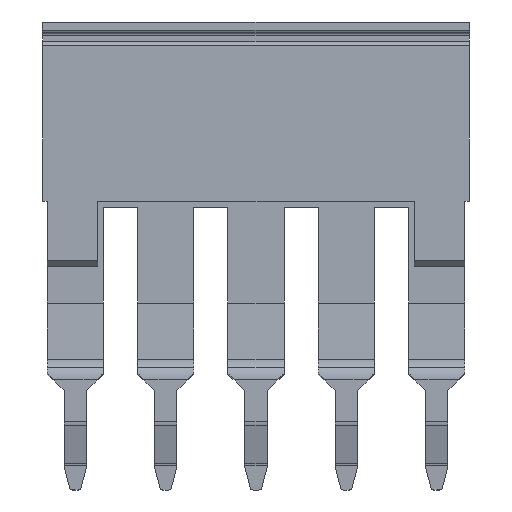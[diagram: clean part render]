
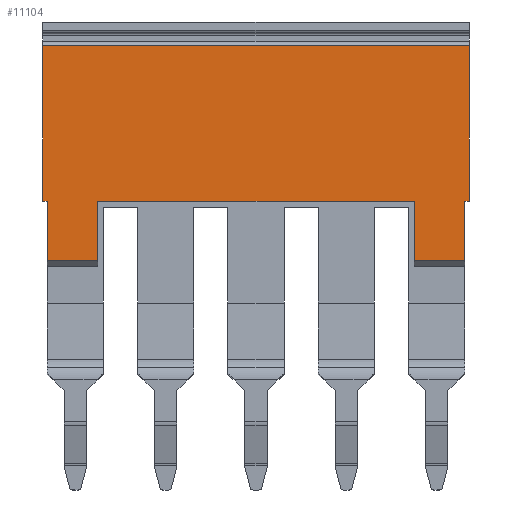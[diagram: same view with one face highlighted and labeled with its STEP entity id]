
A CAD part, front view. The second image highlights one B-rep face of the part: STEP entity #11104.
In plain terms, the highlighted planar face has unit normal (0, -1, 0).
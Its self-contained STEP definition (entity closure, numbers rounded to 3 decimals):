
#11025=AXIS2_PLACEMENT_3D('Plane Axis2P3D',#11022,#11023,#11024) ;
#10568=CARTESIAN_POINT('Line Origine',(29.65,0.4,15.5)) ;
#10572=CARTESIAN_POINT('Vertex',(0.3,0.4,15.5)) ;
#10574=CARTESIAN_POINT('Vertex',(3.7,0.4,15.5)) ;
#10676=CARTESIAN_POINT('Vertex',(0.3,0.4,19.5)) ;
#10684=CARTESIAN_POINT('Line Origine',(0.3,0.4,17.5)) ;
#10709=CARTESIAN_POINT('Vertex',(0.,0.4,19.5)) ;
#10717=CARTESIAN_POINT('Line Origine',(0.15,0.4,19.5)) ;
#10734=CARTESIAN_POINT('Line Origine',(0.,0.4,24.75)) ;
#10738=CARTESIAN_POINT('Vertex',(0.,0.4,30.)) ;
#10872=CARTESIAN_POINT('Vertex',(3.7,0.4,19.5)) ;
#10875=CARTESIAN_POINT('Line Origine',(3.7,0.4,17.5)) ;
#11022=CARTESIAN_POINT('Axis2P3D Location',(57.1,0.4,19.5)) ;
#11027=CARTESIAN_POINT('Line Origine',(14.4,0.4,30.)) ;
#11031=CARTESIAN_POINT('Vertex',(0.3,0.4,30.)) ;
#11033=CARTESIAN_POINT('Vertex',(28.5,0.4,30.)) ;
#11036=CARTESIAN_POINT('Line Origine',(0.15,0.4,30.)) ;
#11041=CARTESIAN_POINT('Line Origine',(14.4,0.4,19.5)) ;
#11045=CARTESIAN_POINT('Vertex',(25.1,0.4,19.5)) ;
#11048=CARTESIAN_POINT('Line Origine',(25.1,0.4,17.5)) ;
#11052=CARTESIAN_POINT('Vertex',(25.1,0.4,15.5)) ;
#11055=CARTESIAN_POINT('Line Origine',(26.8,0.4,15.5)) ;
#11059=CARTESIAN_POINT('Vertex',(28.5,0.4,15.5)) ;
#11062=CARTESIAN_POINT('Line Origine',(28.5,0.4,17.5)) ;
#11066=CARTESIAN_POINT('Vertex',(28.5,0.4,19.5)) ;
#11069=CARTESIAN_POINT('Line Origine',(28.65,0.4,19.5)) ;
#11073=CARTESIAN_POINT('Vertex',(28.8,0.4,19.5)) ;
#11076=CARTESIAN_POINT('Line Origine',(28.8,0.4,24.75)) ;
#11080=CARTESIAN_POINT('Vertex',(28.8,0.4,30.)) ;
#11083=CARTESIAN_POINT('Line Origine',(28.65,0.4,30.)) ;
#10569=DIRECTION('Vector Direction',(-1.,0.,0.)) ;
#10685=DIRECTION('Vector Direction',(0.,0.,-1.)) ;
#10718=DIRECTION('Vector Direction',(-1.,0.,0.)) ;
#10735=DIRECTION('Vector Direction',(0.,0.,-1.)) ;
#10876=DIRECTION('Vector Direction',(0.,0.,1.)) ;
#11023=DIRECTION('Axis2P3D Direction',(0.,-1.,0.)) ;
#11024=DIRECTION('Axis2P3D XDirection',(0.,0.,1.)) ;
#11028=DIRECTION('Vector Direction',(-1.,0.,0.)) ;
#11037=DIRECTION('Vector Direction',(-1.,0.,0.)) ;
#11042=DIRECTION('Vector Direction',(1.,0.,0.)) ;
#11049=DIRECTION('Vector Direction',(0.,0.,1.)) ;
#11056=DIRECTION('Vector Direction',(1.,0.,0.)) ;
#11063=DIRECTION('Vector Direction',(0.,0.,-1.)) ;
#11070=DIRECTION('Vector Direction',(-1.,0.,0.)) ;
#11077=DIRECTION('Vector Direction',(0.,0.,-1.)) ;
#11084=DIRECTION('Vector Direction',(-1.,0.,0.)) ;
#10570=VECTOR('Line Direction',#10569,1.) ;
#10686=VECTOR('Line Direction',#10685,1.) ;
#10719=VECTOR('Line Direction',#10718,1.) ;
#10736=VECTOR('Line Direction',#10735,1.) ;
#10877=VECTOR('Line Direction',#10876,1.) ;
#11029=VECTOR('Line Direction',#11028,1.) ;
#11038=VECTOR('Line Direction',#11037,1.) ;
#11043=VECTOR('Line Direction',#11042,1.) ;
#11050=VECTOR('Line Direction',#11049,1.) ;
#11057=VECTOR('Line Direction',#11056,1.) ;
#11064=VECTOR('Line Direction',#11063,1.) ;
#11071=VECTOR('Line Direction',#11070,1.) ;
#11078=VECTOR('Line Direction',#11077,1.) ;
#11085=VECTOR('Line Direction',#11084,1.) ;
#11089=ORIENTED_EDGE('',*,*,#11035,.F.) ;
#11090=ORIENTED_EDGE('',*,*,#11040,.T.) ;
#11091=ORIENTED_EDGE('',*,*,#10740,.T.) ;
#11092=ORIENTED_EDGE('',*,*,#10721,.F.) ;
#11093=ORIENTED_EDGE('',*,*,#10688,.T.) ;
#11094=ORIENTED_EDGE('',*,*,#10576,.T.) ;
#11095=ORIENTED_EDGE('',*,*,#10879,.T.) ;
#11096=ORIENTED_EDGE('',*,*,#11047,.F.) ;
#11097=ORIENTED_EDGE('',*,*,#11054,.F.) ;
#11098=ORIENTED_EDGE('',*,*,#11061,.F.) ;
#11099=ORIENTED_EDGE('',*,*,#11068,.F.) ;
#11100=ORIENTED_EDGE('',*,*,#11075,.T.) ;
#11101=ORIENTED_EDGE('',*,*,#11082,.F.) ;
#11102=ORIENTED_EDGE('',*,*,#11087,.F.) ;
#11104=ADVANCED_FACE('Kunststoff',(#11103),#11026,.T.) ;
#10576=EDGE_CURVE('',#10573,#10575,#10571,.F.) ;
#10688=EDGE_CURVE('',#10677,#10573,#10687,.T.) ;
#10721=EDGE_CURVE('',#10677,#10710,#10720,.T.) ;
#10740=EDGE_CURVE('',#10739,#10710,#10737,.T.) ;
#10879=EDGE_CURVE('',#10575,#10873,#10878,.T.) ;
#11035=EDGE_CURVE('',#11032,#11034,#11030,.F.) ;
#11040=EDGE_CURVE('',#11032,#10739,#11039,.T.) ;
#11047=EDGE_CURVE('',#11046,#10873,#11044,.F.) ;
#11054=EDGE_CURVE('',#11053,#11046,#11051,.T.) ;
#11061=EDGE_CURVE('',#11060,#11053,#11058,.F.) ;
#11068=EDGE_CURVE('',#11067,#11060,#11065,.T.) ;
#11075=EDGE_CURVE('',#11067,#11074,#11072,.F.) ;
#11082=EDGE_CURVE('',#11081,#11074,#11079,.T.) ;
#11087=EDGE_CURVE('',#11034,#11081,#11086,.F.) ;
#11088=EDGE_LOOP('',(#11089,#11090,#11091,#11092,#11093,#11094,#11095,#11096,#11097,#11098,#11099,#11100,#11101,#11102)) ;
#11103=FACE_OUTER_BOUND('',#11088,.T.) ;
#10571=LINE('Line',#10568,#10570) ;
#10687=LINE('Line',#10684,#10686) ;
#10720=LINE('Line',#10717,#10719) ;
#10737=LINE('Line',#10734,#10736) ;
#10878=LINE('Line',#10875,#10877) ;
#11030=LINE('Line',#11027,#11029) ;
#11039=LINE('Line',#11036,#11038) ;
#11044=LINE('Line',#11041,#11043) ;
#11051=LINE('Line',#11048,#11050) ;
#11058=LINE('Line',#11055,#11057) ;
#11065=LINE('Line',#11062,#11064) ;
#11072=LINE('Line',#11069,#11071) ;
#11079=LINE('Line',#11076,#11078) ;
#11086=LINE('Line',#11083,#11085) ;
#11026=PLANE('',#11025) ;
#10573=VERTEX_POINT('',#10572) ;
#10575=VERTEX_POINT('',#10574) ;
#10677=VERTEX_POINT('',#10676) ;
#10710=VERTEX_POINT('',#10709) ;
#10739=VERTEX_POINT('',#10738) ;
#10873=VERTEX_POINT('',#10872) ;
#11032=VERTEX_POINT('',#11031) ;
#11034=VERTEX_POINT('',#11033) ;
#11046=VERTEX_POINT('',#11045) ;
#11053=VERTEX_POINT('',#11052) ;
#11060=VERTEX_POINT('',#11059) ;
#11067=VERTEX_POINT('',#11066) ;
#11074=VERTEX_POINT('',#11073) ;
#11081=VERTEX_POINT('',#11080) ;
